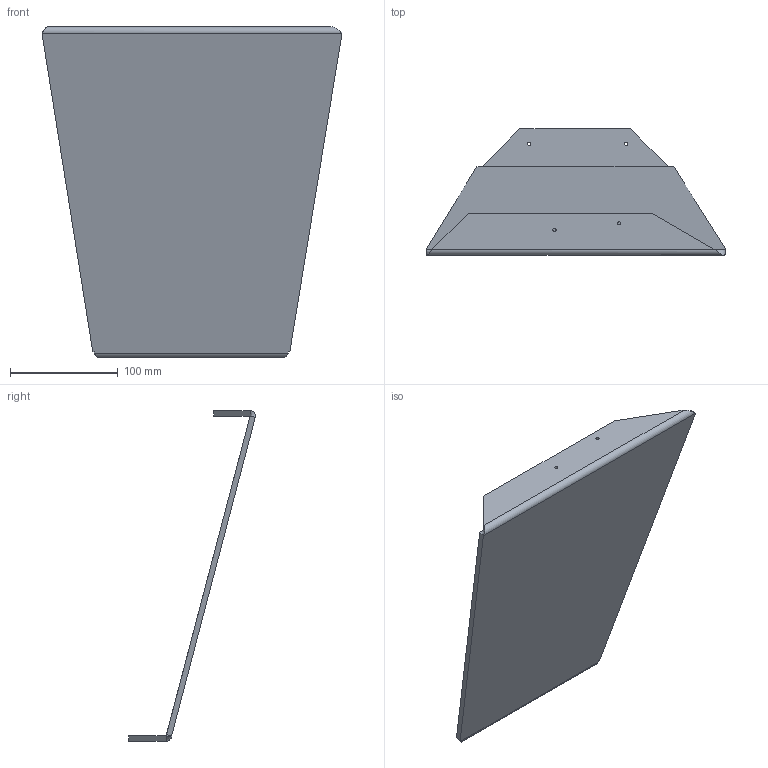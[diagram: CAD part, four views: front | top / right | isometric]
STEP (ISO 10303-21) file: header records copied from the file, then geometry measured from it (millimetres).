
FILE_DESCRIPTION((''),'2;1');
FILE_NAME('CP2','2017-05-22T',('salasloc'),(''),'CREO PARAMETRIC BY PTC INC, 2015080','CREO PARAMETRIC BY PTC INC, 2015080','');
FILE_SCHEMA(('CONFIG_CONTROL_DESIGN'));
Length unit declared in the file: millimetre
Products named in the file (1): CP2
Bounding box: 277.97 x 117.56 x 306.28 mm (x, y, z)
Volume: 421572.1 mm3; surface area: 174509.5 mm2
Topology: 1 solids, 1 shells, 32 faces, 78 edges, 48 vertices
Faces by surface type: plane 18, cylinder 10, bspline 4
Entity records: 1136 total; most frequent: CARTESIAN_POINT 338, ORIENTED_EDGE 156, DIRECTION 146, EDGE_CURVE 78, VECTOR 58, LINE 58, VERTEX_POINT 48, AXIS2_PLACEMENT_3D 44
